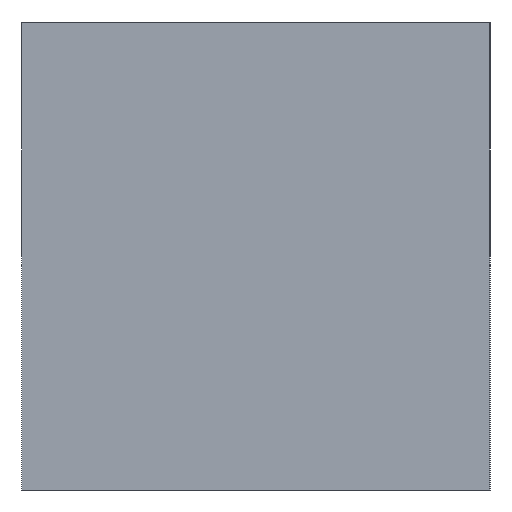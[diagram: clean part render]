
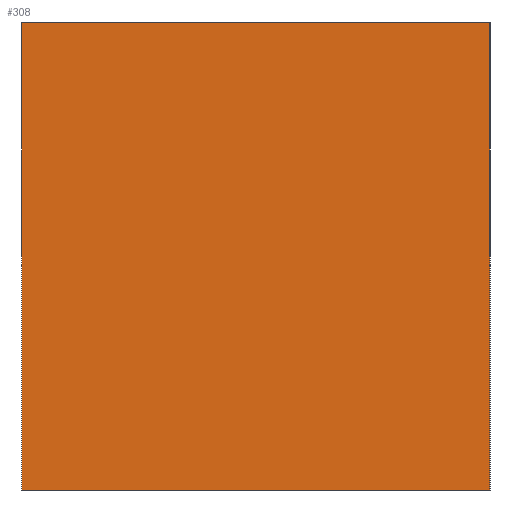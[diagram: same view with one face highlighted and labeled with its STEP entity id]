
A CAD part, left-side view. The second image highlights one B-rep face of the part: STEP entity #308.
In plain terms, the highlighted planar face has unit normal (-1, 0, 0).
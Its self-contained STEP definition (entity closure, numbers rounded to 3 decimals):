
#6 = CARTESIAN_POINT ( 'NONE',  ( 0., 250., -250. ) ) ;
#9 = CARTESIAN_POINT ( 'NONE',  ( 0., 250., 250. ) ) ;
#11 = DIRECTION ( 'NONE',  ( 0., 0., 1. ) ) ;
#27 = LINE ( 'NONE', #278, #184 ) ;
#31 = VERTEX_POINT ( 'NONE', #9 ) ;
#44 = EDGE_CURVE ( 'NONE', #55, #31, #365, .T. ) ;
#55 = VERTEX_POINT ( 'NONE', #274 ) ;
#60 = EDGE_CURVE ( 'NONE', #144, #271, #287, .T. ) ;
#63 = DIRECTION ( 'NONE',  ( -1., 0., 0. ) ) ;
#67 = PLANE ( 'NONE',  #178 ) ;
#133 = CARTESIAN_POINT ( 'NONE',  ( 0., -250., -250. ) ) ;
#144 = VERTEX_POINT ( 'NONE', #133 ) ;
#149 = FACE_OUTER_BOUND ( 'NONE', #231, .T. ) ;
#154 = DIRECTION ( 'NONE',  ( 0., -1., 0. ) ) ;
#155 = DIRECTION ( 'NONE',  ( 0., 0., 1. ) ) ;
#158 = CARTESIAN_POINT ( 'NONE',  ( 0., -250., 250. ) ) ;
#162 = ORIENTED_EDGE ( 'NONE', *, *, #60, .T. ) ;
#178 = AXIS2_PLACEMENT_3D ( 'NONE', #334, #63, #11 ) ;
#184 = VECTOR ( 'NONE', #154, 1000. ) ;
#207 = VECTOR ( 'NONE', #223, 1000. ) ;
#211 = VECTOR ( 'NONE', #155, 1000. ) ;
#214 = VECTOR ( 'NONE', #242, 1000. ) ;
#223 = DIRECTION ( 'NONE',  ( 0., 0., 1. ) ) ;
#231 = EDGE_LOOP ( 'NONE', ( #162, #303, #388, #326 ) ) ;
#242 = DIRECTION ( 'NONE',  ( 0., -1., 0. ) ) ;
#243 = CARTESIAN_POINT ( 'NONE',  ( 0., -250., -250. ) ) ;
#271 = VERTEX_POINT ( 'NONE', #158 ) ;
#274 = CARTESIAN_POINT ( 'NONE',  ( 0., 250., -250. ) ) ;
#278 = CARTESIAN_POINT ( 'NONE',  ( 0., 250., 250. ) ) ;
#287 = LINE ( 'NONE', #243, #211 ) ;
#289 = EDGE_CURVE ( 'NONE', #55, #144, #323, .T. ) ;
#303 = ORIENTED_EDGE ( 'NONE', *, *, #353, .F. ) ;
#308 = ADVANCED_FACE ( 'NONE', ( #149 ), #67, .T. ) ;
#323 = LINE ( 'NONE', #370, #214 ) ;
#326 = ORIENTED_EDGE ( 'NONE', *, *, #289, .T. ) ;
#334 = CARTESIAN_POINT ( 'NONE',  ( 0., 250., -250. ) ) ;
#353 = EDGE_CURVE ( 'NONE', #31, #271, #27, .T. ) ;
#365 = LINE ( 'NONE', #6, #207 ) ;
#370 = CARTESIAN_POINT ( 'NONE',  ( 0., 250., -250. ) ) ;
#388 = ORIENTED_EDGE ( 'NONE', *, *, #44, .F. ) ;
